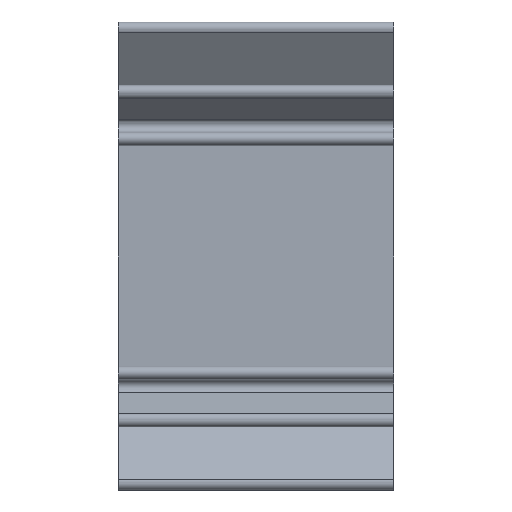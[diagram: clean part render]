
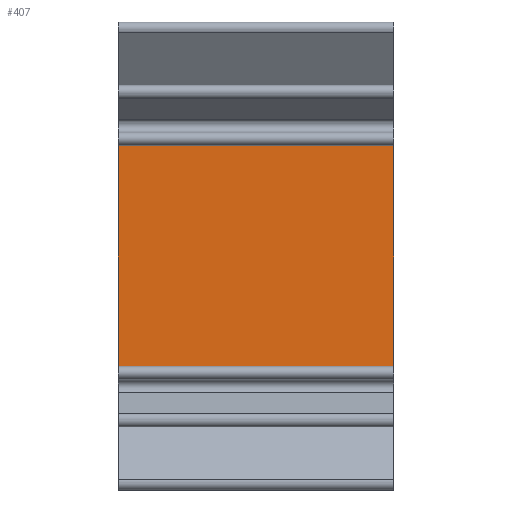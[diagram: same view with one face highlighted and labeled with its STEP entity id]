
A CAD part, left-side view. The second image highlights one B-rep face of the part: STEP entity #407.
In plain terms, the highlighted planar face has unit normal (-1, 0, 0).
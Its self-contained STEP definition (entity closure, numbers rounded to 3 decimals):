
#407 = ADVANCED_FACE ( 'NONE', ( #1639 ), #1967, .F. ) ;
#459 = VERTEX_POINT ( 'NONE', #2142 ) ;
#460 = VERTEX_POINT ( 'NONE', #2143 ) ;
#496 = EDGE_LOOP ( 'NONE', ( #1177, #1176, #1175, #1174 ) ) ;
#546 = VERTEX_POINT ( 'NONE', #2147 ) ;
#547 = VERTEX_POINT ( 'NONE', #2151 ) ;
#843 = EDGE_CURVE ( 'NONE', #546, #459, #1715, .T. ) ;
#845 = EDGE_CURVE ( 'NONE', #459, #460, #1720, .T. ) ;
#846 = EDGE_CURVE ( 'NONE', #547, #460, #1722, .T. ) ;
#847 = EDGE_CURVE ( 'NONE', #546, #547, #1716, .T. ) ;
#1033 = AXIS2_PLACEMENT_3D ( 'NONE', #1963, #1969, #1970 ) ;
#1174 = ORIENTED_EDGE ( 'NONE', *, *, #843, .T. ) ;
#1175 = ORIENTED_EDGE ( 'NONE', *, *, #847, .F. ) ;
#1176 = ORIENTED_EDGE ( 'NONE', *, *, #846, .F. ) ;
#1177 = ORIENTED_EDGE ( 'NONE', *, *, #845, .T. ) ;
#1639 = FACE_OUTER_BOUND ( 'NONE', #496, .T. ) ;
#1709 = VECTOR ( 'NONE', #2309, 1000. ) ;
#1715 = LINE ( 'NONE', #2307, #1709 ) ;
#1716 = LINE ( 'NONE', #2302, #1727 ) ;
#1720 = LINE ( 'NONE', #2311, #1723 ) ;
#1722 = LINE ( 'NONE', #2313, #1725 ) ;
#1723 = VECTOR ( 'NONE', #2312, 1000. ) ;
#1725 = VECTOR ( 'NONE', #2315, 1000. ) ;
#1727 = VECTOR ( 'NONE', #2316, 1000. ) ;
#1963 = CARTESIAN_POINT ( 'NONE',  ( 5.15, 20., 9. ) ) ;
#1967 = PLANE ( 'NONE',  #1033 ) ;
#1969 = DIRECTION ( 'NONE',  ( 1., 0., 0. ) ) ;
#1970 = DIRECTION ( 'NONE',  ( 0., 0., -1. ) ) ;
#2142 = CARTESIAN_POINT ( 'NONE',  ( 5.15, 0., 9. ) ) ;
#2143 = CARTESIAN_POINT ( 'NONE',  ( 5.15, 0., 24.992 ) ) ;
#2147 = CARTESIAN_POINT ( 'NONE',  ( 5.15, 20., 9. ) ) ;
#2151 = CARTESIAN_POINT ( 'NONE',  ( 5.15, 20., 24.992 ) ) ;
#2302 = CARTESIAN_POINT ( 'NONE',  ( 5.15, 20., 9. ) ) ;
#2307 = CARTESIAN_POINT ( 'NONE',  ( 5.15, 20., 9. ) ) ;
#2309 = DIRECTION ( 'NONE',  ( 0., -1., 0. ) ) ;
#2311 = CARTESIAN_POINT ( 'NONE',  ( 5.15, 0., 9. ) ) ;
#2312 = DIRECTION ( 'NONE',  ( 0., 0., 1. ) ) ;
#2313 = CARTESIAN_POINT ( 'NONE',  ( 5.15, 20., 24.992 ) ) ;
#2315 = DIRECTION ( 'NONE',  ( 0., -1., 0. ) ) ;
#2316 = DIRECTION ( 'NONE',  ( 0., 0., 1. ) ) ;
